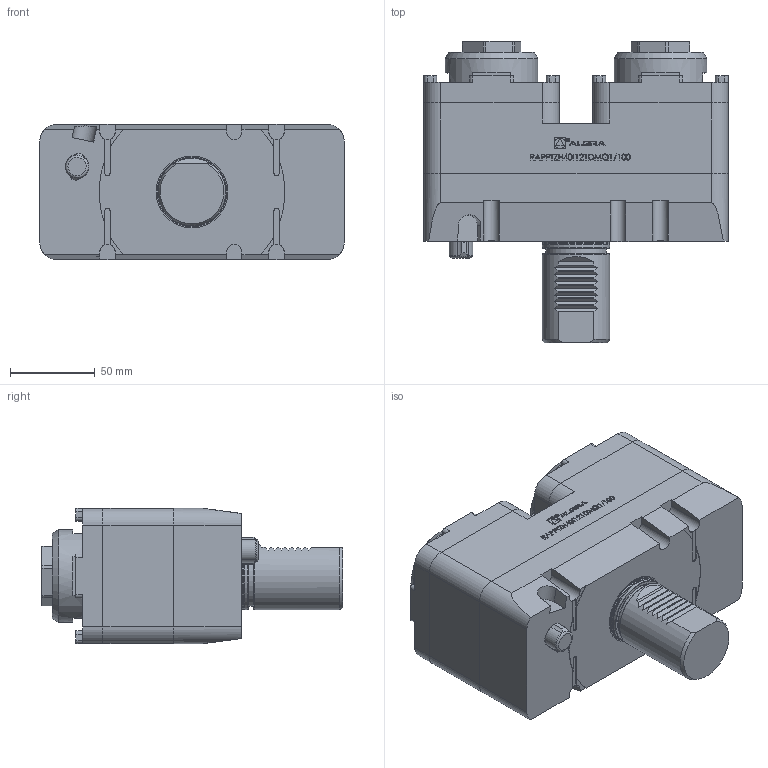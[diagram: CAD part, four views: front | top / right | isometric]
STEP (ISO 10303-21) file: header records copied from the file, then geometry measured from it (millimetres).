
FILE_DESCRIPTION (( 'STEP AP214' ), '1' );
FILE_NAME ('RAPPTZH40I121DMQ1100.STEP', '2025-07-10T13:07:02', ( '' ), ( '' ), 'SwSTEP 2.0', 'SolidWorks 2023', '' );
FILE_SCHEMA (( 'AUTOMOTIVE_DESIGN' ));
Length unit declared in the file: millimetre
Products named in the file (1): RAPPTZH40I121DMQ1100
Bounding box: 180 x 178.55 x 80 mm (x, y, z)
Volume: 1456153.4 mm3; surface area: 97470 mm2
Topology: 1 solids, 2 shells, 660 faces, 1739 edges, 1141 vertices
Faces by surface type: plane 436, cylinder 123, bspline 72, cone 21, torus 8
Full cylindrical faces by diameter (mm): 1.7 x1, 2.1 x1, 6.366 x1, 36 x1, 39.6 x1, 40 x3, 55 x2
Entity records: 28514 total; most frequent: CARTESIAN_POINT 9009, ORIENTED_EDGE 3402, DIRECTION 2937, EDGE_CURVE 1701, LINE 1207, VECTOR 1207, VERTEX_POINT 1129, AXIS2_PLACEMENT_3D 865
